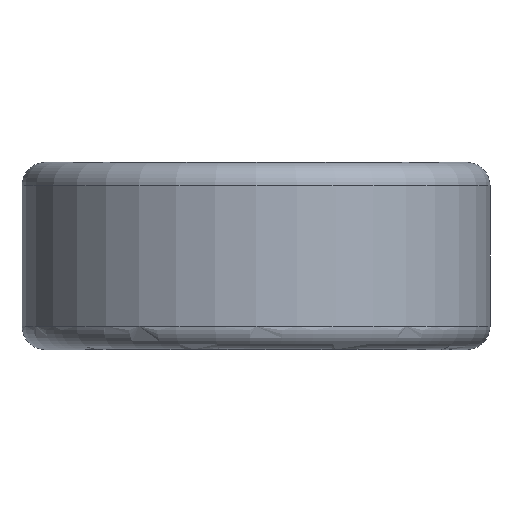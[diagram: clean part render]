
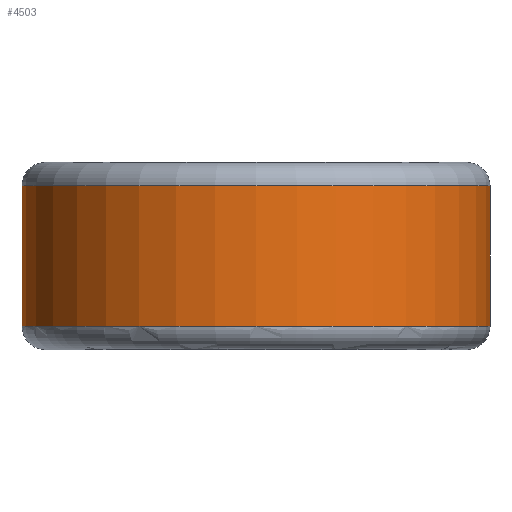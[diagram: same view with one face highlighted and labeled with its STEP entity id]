
A CAD part, front view. The second image highlights one B-rep face of the part: STEP entity #4503.
In plain terms, the highlighted cylindrical face has radius 5 mm (diameter 10 mm), a partial arc.
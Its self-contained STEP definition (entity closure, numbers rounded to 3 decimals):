
#4139=CARTESIAN_POINT('Vertex',(-5.,0.,1.5)) ;
#4141=CARTESIAN_POINT('Vertex',(5.,0.,1.5)) ;
#4166=CARTESIAN_POINT('Axis2P3D Location',(0.,0.,1.5)) ;
#4431=CARTESIAN_POINT('Vertex',(-5.,0.,-1.5)) ;
#4438=CARTESIAN_POINT('Vertex',(5.,0.,-1.5)) ;
#4441=CARTESIAN_POINT('Axis2P3D Location',(0.,0.,-1.5)) ;
#4475=CARTESIAN_POINT('Line Origine',(5.,0.,2.)) ;
#4480=CARTESIAN_POINT('Line Origine',(-5.,0.,2.)) ;
#4492=CARTESIAN_POINT('Axis2P3D Location',(0.,0.,2.)) ;
#4167=DIRECTION('Axis2P3D Direction',(-0.,0.,1.)) ;
#4442=DIRECTION('Axis2P3D Direction',(-0.,0.,1.)) ;
#4476=DIRECTION('Vector Direction',(0.,0.,-1.)) ;
#4481=DIRECTION('Vector Direction',(0.,0.,-1.)) ;
#4493=DIRECTION('Axis2P3D Direction',(-0.,0.,-1.)) ;
#4494=DIRECTION('Axis2P3D XDirection',(1.,0.,-0.)) ;
#4168=AXIS2_PLACEMENT_3D('Circle Axis2P3D',#4166,#4167,$) ;
#4443=AXIS2_PLACEMENT_3D('Circle Axis2P3D',#4441,#4442,$) ;
#4495=AXIS2_PLACEMENT_3D('Cylinder Axis2P3D',#4492,#4493,#4494) ;
#4498=ORIENTED_EDGE('',*,*,#4479,.F.) ;
#4499=ORIENTED_EDGE('',*,*,#4170,.T.) ;
#4500=ORIENTED_EDGE('',*,*,#4484,.T.) ;
#4501=ORIENTED_EDGE('',*,*,#4445,.T.) ;
#4477=VECTOR('Line Direction',#4476,1.) ;
#4482=VECTOR('Line Direction',#4481,1.) ;
#4503=ADVANCED_FACE('Fillet3',(#4502),#4496,.T.) ;
#4169=CIRCLE('generated circle',#4168,5.) ;
#4444=CIRCLE('generated circle',#4443,5.) ;
#4496=CYLINDRICAL_SURFACE('generated cylinder',#4495,5.) ;
#4170=EDGE_CURVE('',#4142,#4140,#4169,.F.) ;
#4445=EDGE_CURVE('',#4432,#4439,#4444,.T.) ;
#4479=EDGE_CURVE('',#4142,#4439,#4478,.T.) ;
#4484=EDGE_CURVE('',#4140,#4432,#4483,.T.) ;
#4497=EDGE_LOOP('',(#4498,#4499,#4500,#4501)) ;
#4502=FACE_OUTER_BOUND('',#4497,.T.) ;
#4478=LINE('Line',#4475,#4477) ;
#4483=LINE('Line',#4480,#4482) ;
#4140=VERTEX_POINT('',#4139) ;
#4142=VERTEX_POINT('',#4141) ;
#4432=VERTEX_POINT('',#4431) ;
#4439=VERTEX_POINT('',#4438) ;
